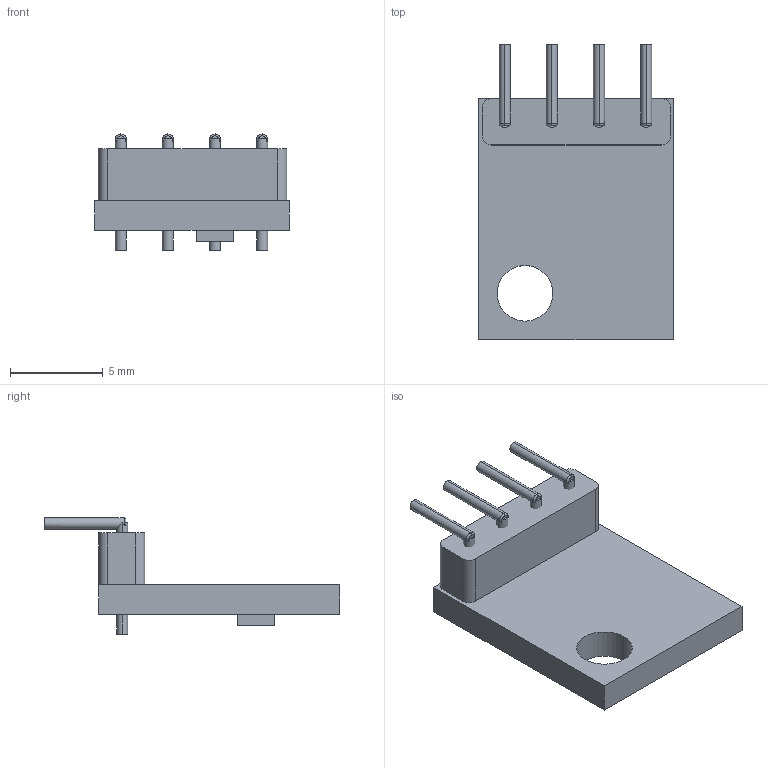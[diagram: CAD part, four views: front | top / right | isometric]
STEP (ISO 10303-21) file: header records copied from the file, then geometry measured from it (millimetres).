
FILE_DESCRIPTION (( 'STEP AP214' ), '1' );
FILE_NAME ('max44009.STEP', '2024-07-21T08:53:39', ( '' ), ( '' ), 'SwSTEP 2.0', 'SolidWorks 2023', '' );
FILE_SCHEMA (( 'AUTOMOTIVE_DESIGN' ));
Length unit declared in the file: millimetre
Products named in the file (5): pcb_Standard; dip_Standard; max44009; pin_Standard; sensor_Standard
Assembly tree (4 placements, depth 2):
  max44009
    pcb_Standard
    sensor_Standard
    dip_Standard
    pin_Standard
Bounding box: 10.5 x 15.93 x 6.26 mm (x, y, z)
Volume: 287.4 mm3; surface area: 572.6 mm2
Topology: 7 solids, 7 shells, 89 faces, 214 edges, 140 vertices
Faces by surface type: cylinder 42, plane 39, torus 8
Entity records: 2869 total; most frequent: CARTESIAN_POINT 678, ORIENTED_EDGE 428, DIRECTION 414, EDGE_CURVE 214, AXIS2_PLACEMENT_3D 164, VERTEX_POINT 140, EDGE_LOOP 100, FACE_OUTER_BOUND 89
